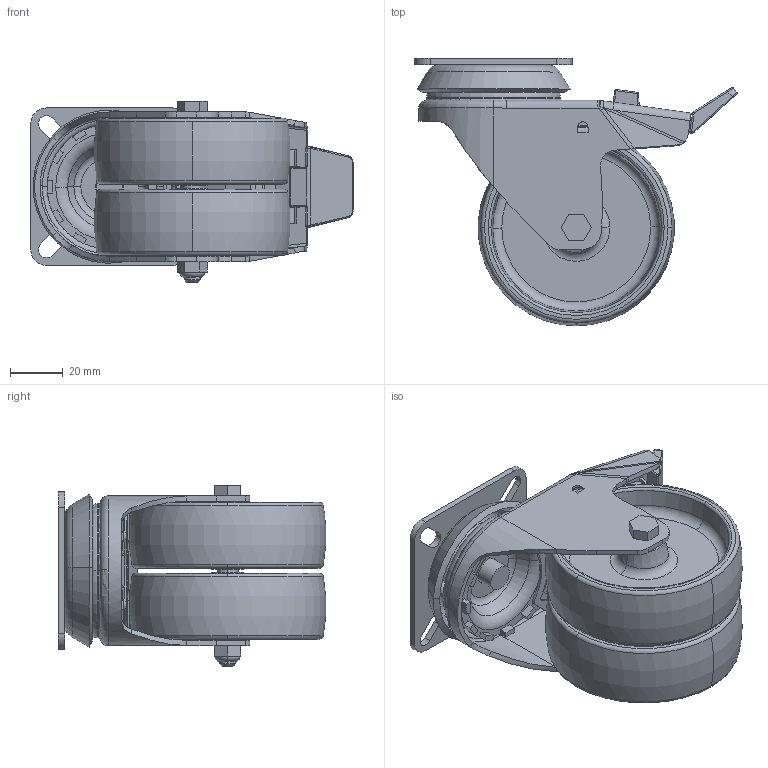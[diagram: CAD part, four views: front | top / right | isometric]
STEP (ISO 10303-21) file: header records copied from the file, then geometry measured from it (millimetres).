
FILE_DESCRIPTION (( 'STEP AP214' ), '1' );
FILE_NAME ('0010939INF.step', '2020-03-25T14:24:10', ( '' ), ( '' ), 'SwSTEP 2.0', 'SolidWorks 2018', '' );
FILE_SCHEMA (( 'AUTOMOTIVE_DESIGN' ));
Length unit declared in the file: millimetre
Products named in the file (1): 0010939INF
Bounding box: 122.81 x 101.88 x 69 mm (x, y, z)
Volume: 145372.3 mm3; surface area: 92669.5 mm2
Topology: 16 solids, 16 shells, 762 faces, 1886 edges, 1165 vertices
Faces by surface type: plane 277, cylinder 221, torus 110, bspline 100, cone 36, sphere 18
Entity records: 35925 total; most frequent: CARTESIAN_POINT 9934, ORIENTED_EDGE 3712, DIRECTION 3547, EDGE_CURVE 1856, AXIS2_PLACEMENT_3D 1356, VERTEX_POINT 1151, LINE 835, VECTOR 835
